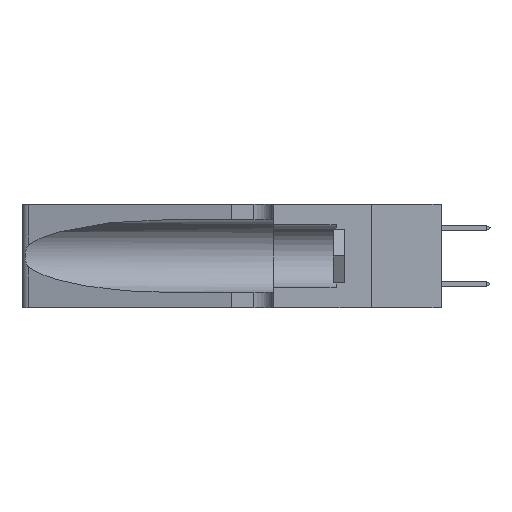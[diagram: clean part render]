
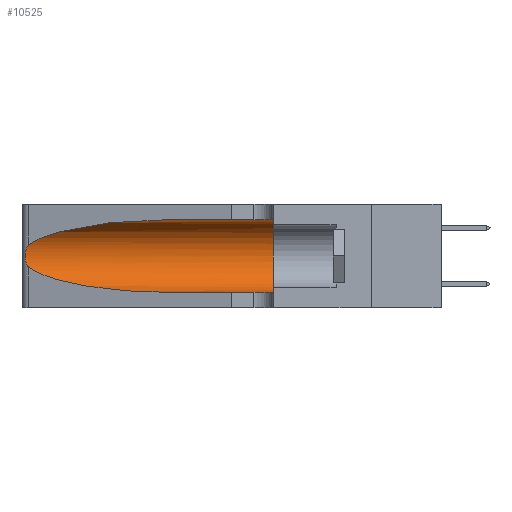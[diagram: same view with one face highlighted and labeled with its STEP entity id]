
A CAD part, left-side view. The second image highlights one B-rep face of the part: STEP entity #10525.
In plain terms, the highlighted cylindrical face has radius 3.308 mm (diameter 6.617 mm), a partial arc.
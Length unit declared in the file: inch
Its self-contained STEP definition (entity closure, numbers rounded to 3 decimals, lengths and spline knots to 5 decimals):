
#1043 = CARTESIAN_POINT ( 'NONE',  ( 0.1305, 0.35, 0.185 ) ) ;
#1051 = CARTESIAN_POINT ( 'NONE',  ( 0.1305, 1.61858, 0.05475 ) ) ;
#1300 = EDGE_CURVE ( 'NONE', #7866, #30496, #8046, .T. ) ;
#1356 = ORIENTED_EDGE ( 'NONE', *, *, #19663, .T. ) ;
#1647 = LINE ( 'NONE', #43748, #37022 ) ;
#2610 = CARTESIAN_POINT ( 'NONE',  ( 0.18966, 0.96281, 0.31525 ) ) ;
#2633 = DIRECTION ( 'NONE',  ( 0., 0., -1. ) ) ;
#3451 =( BOUNDED_CURVE ( )  B_SPLINE_CURVE ( 3, ( #40080, #2610, #38307, #10763 ),
 .UNSPECIFIED., .F., .F. ) 
 B_SPLINE_CURVE_WITH_KNOTS ( ( 4, 4 ),
 ( 1.5708, 2.84003 ),
 .UNSPECIFIED. ) 
 CURVE ( )  GEOMETRIC_REPRESENTATION_ITEM ( )  RATIONAL_B_SPLINE_CURVE ( ( 1., 0.87, 0.87, 1. ) ) 
 REPRESENTATION_ITEM ( '' )  );
#4616 = EDGE_CURVE ( 'NONE', #15634, #18012, #22762, .T. ) ;
#5167 = CARTESIAN_POINT ( 'NONE',  ( 0.26075, 1.23896, 0.178 ) ) ;
#5329 = CARTESIAN_POINT ( 'NONE',  ( 0.25487, 1.22718, 0.14631 ) ) ;
#6387 = CARTESIAN_POINT ( 'NONE',  ( 0.2373, 1.15595, 0.08982 ) ) ;
#6580 = CARTESIAN_POINT ( 'NONE',  ( 0.1305, 1.61858, 0.185 ) ) ;
#7515 = EDGE_CURVE ( 'NONE', #12669, #27070, #3451, .T. ) ;
#7866 = VERTEX_POINT ( 'NONE', #8611 ) ;
#7962 = DIRECTION ( 'NONE',  ( 0., 1., 0. ) ) ;
#8046 = CIRCLE ( 'NONE', #44206, 0.13025 ) ;
#8611 = CARTESIAN_POINT ( 'NONE',  ( 0.1305, 0.35, 0.31525 ) ) ;
#10525 = ADVANCED_FACE ( 'NONE', ( #18756 ), #40694, .F. ) ;
#10763 = CARTESIAN_POINT ( 'NONE',  ( 0.25487, 1.22718, 0.22369 ) ) ;
#10803 = ORIENTED_EDGE ( 'NONE', *, *, #39647, .F. ) ;
#11566 = DIRECTION ( 'NONE',  ( 0., 0., 1. ) ) ;
#12533 = CARTESIAN_POINT ( 'NONE',  ( 0.25487, 1.22718, 0.22369 ) ) ;
#12669 = VERTEX_POINT ( 'NONE', #28243 ) ;
#13344 = DIRECTION ( 'NONE',  ( 0., -1., 0. ) ) ;
#13935 = DIRECTION ( 'NONE',  ( 0., -1., 0. ) ) ;
#15634 = VERTEX_POINT ( 'NONE', #34351 ) ;
#15690 = CARTESIAN_POINT ( 'NONE',  ( 0.26017, 1.23833, 0.17102 ) ) ;
#15698 = CARTESIAN_POINT ( 'NONE',  ( 0.1305, 0.72297, 0.05475 ) ) ;
#17189 = ORIENTED_EDGE ( 'NONE', *, *, #1300, .F. ) ;
#18012 = VERTEX_POINT ( 'NONE', #15698 ) ;
#18756 = FACE_OUTER_BOUND ( 'NONE', #31725, .T. ) ;
#19663 = EDGE_CURVE ( 'NONE', #27070, #15634, #28198, .T. ) ;
#21506 = CARTESIAN_POINT ( 'NONE',  ( 0.25487, 1.22718, 0.22369 ) ) ;
#22372 = CARTESIAN_POINT ( 'NONE',  ( 0.1305, 0.35, 0.05475 ) ) ;
#22442 = CARTESIAN_POINT ( 'NONE',  ( 0.25789, 1.23486, 0.15765 ) ) ;
#22487 = ORIENTED_EDGE ( 'NONE', *, *, #7515, .T. ) ;
#22497 = CARTESIAN_POINT ( 'NONE',  ( 0.26018, 1.23835, 0.19895 ) ) ;
#22762 =( BOUNDED_CURVE ( )  B_SPLINE_CURVE ( 3, ( #39664, #6387, #37520, #40979 ),
 .UNSPECIFIED., .F., .T. ) 
 B_SPLINE_CURVE_WITH_KNOTS ( ( 4, 4 ),
 ( 3.44316, 4.71239 ),
 .UNSPECIFIED. ) 
 CURVE ( )  GEOMETRIC_REPRESENTATION_ITEM ( )  RATIONAL_B_SPLINE_CURVE ( ( 1., 0.87, 0.87, 1. ) ) 
 REPRESENTATION_ITEM ( '' )  );
#23036 = CARTESIAN_POINT ( 'NONE',  ( 0.25555, 1.22994, 0.2215 ) ) ;
#24303 = ORIENTED_EDGE ( 'NONE', *, *, #4616, .T. ) ;
#25856 = CARTESIAN_POINT ( 'NONE',  ( 0.25555, 1.22993, 0.14849 ) ) ;
#26069 = CARTESIAN_POINT ( 'NONE',  ( 0.25639, 1.23184, 0.21858 ) ) ;
#27070 = VERTEX_POINT ( 'NONE', #21506 ) ;
#27732 = ORIENTED_EDGE ( 'NONE', *, *, #39242, .T. ) ;
#28198 = B_SPLINE_CURVE_WITH_KNOTS ( 'NONE', 3,
 ( #12533, #23036, #26069, #36378, #39385, #22497, #31705, #5167, #15690, #32905, #22442, #39484, #25856, #5329 ),
 .UNSPECIFIED., .F., .F.,
 ( 4, 2, 2, 2, 2, 2, 4 ),
 ( 0., 0.00027, 0.00053, 0.00107, 0.0016, 0.00187, 0.00214 ),
 .UNSPECIFIED. ) ;
#28243 = CARTESIAN_POINT ( 'NONE',  ( 0.1305, 0.72297, 0.31525 ) ) ;
#30409 = AXIS2_PLACEMENT_3D ( 'NONE', #6580, #13344, #2633 ) ;
#30496 = VERTEX_POINT ( 'NONE', #22372 ) ;
#31205 = LINE ( 'NONE', #1051, #34407 ) ;
#31705 = CARTESIAN_POINT ( 'NONE',  ( 0.26075, 1.23896, 0.19203 ) ) ;
#31725 = EDGE_LOOP ( 'NONE', ( #22487, #1356, #24303, #27732, #17189, #10803 ) ) ;
#32905 = CARTESIAN_POINT ( 'NONE',  ( 0.25856, 1.23593, 0.16098 ) ) ;
#34351 = CARTESIAN_POINT ( 'NONE',  ( 0.25487, 1.22718, 0.14631 ) ) ;
#34407 = VECTOR ( 'NONE', #35234, 39.37008 ) ;
#35234 = DIRECTION ( 'NONE',  ( 0., -1., 0. ) ) ;
#36378 = CARTESIAN_POINT ( 'NONE',  ( 0.25787, 1.23484, 0.2124 ) ) ;
#37022 = VECTOR ( 'NONE', #13935, 39.37008 ) ;
#37520 = CARTESIAN_POINT ( 'NONE',  ( 0.18966, 0.96281, 0.05475 ) ) ;
#38307 = CARTESIAN_POINT ( 'NONE',  ( 0.2373, 1.15595, 0.28018 ) ) ;
#39242 = EDGE_CURVE ( 'NONE', #18012, #30496, #31205, .T. ) ;
#39385 = CARTESIAN_POINT ( 'NONE',  ( 0.25854, 1.2359, 0.20912 ) ) ;
#39484 = CARTESIAN_POINT ( 'NONE',  ( 0.25639, 1.23186, 0.15144 ) ) ;
#39647 = EDGE_CURVE ( 'NONE', #12669, #7866, #1647, .T. ) ;
#39664 = CARTESIAN_POINT ( 'NONE',  ( 0.25487, 1.22718, 0.14631 ) ) ;
#40080 = CARTESIAN_POINT ( 'NONE',  ( 0.1305, 0.72297, 0.31525 ) ) ;
#40694 = CYLINDRICAL_SURFACE ( 'NONE', #30409, 0.13025 ) ;
#40979 = CARTESIAN_POINT ( 'NONE',  ( 0.1305, 0.72297, 0.05475 ) ) ;
#43748 = CARTESIAN_POINT ( 'NONE',  ( 0.1305, 1.61858, 0.31525 ) ) ;
#44206 = AXIS2_PLACEMENT_3D ( 'NONE', #1043, #7962, #11566 ) ;
